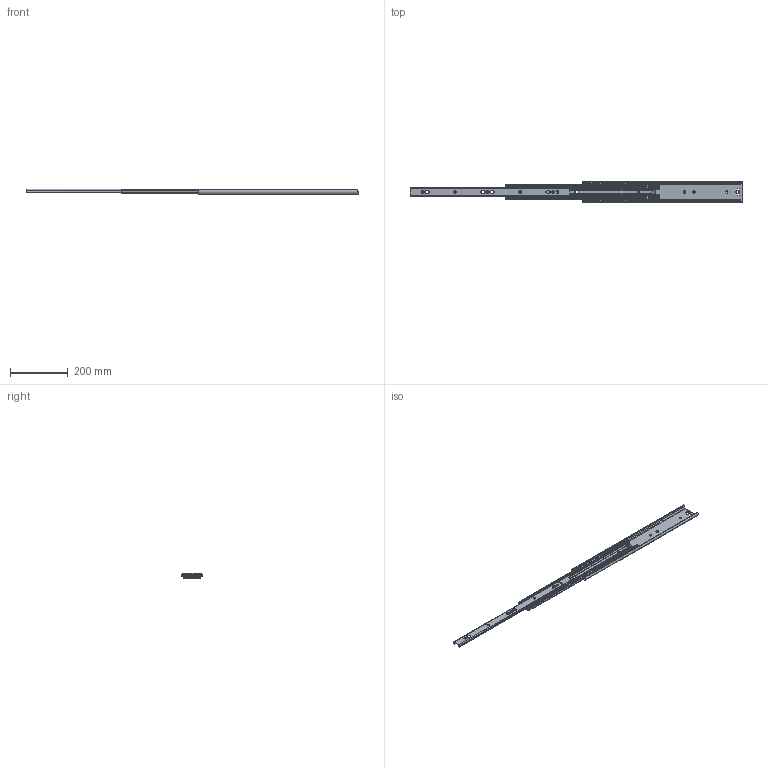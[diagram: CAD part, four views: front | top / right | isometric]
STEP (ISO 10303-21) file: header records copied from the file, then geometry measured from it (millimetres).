
FILE_DESCRIPTION(/* description */ ('TITAN-D- 550/595mm (18.5) Zinc-Magnesium'),/* implementation_level */ '2;1');
FILE_NAME(/* name */ 'M01-AA5_00_open.stp',/* time_stamp */ '2025-09-08T15:01:15+02:00',/* author */ ('l.hoffmann'),/* organization */ (''),/* preprocessor_version */ 'ST-DEVELOPER v20',/* originating_system */ 'Autodesk Inventor 2022',/* authorisation */ '');
FILE_SCHEMA (('AUTOMOTIVE_DESIGN { 1 0 10303 214 3 1 1 }'));
Length unit declared in the file: millimetre
Products named in the file (14): M01-F75; 511-M01-F75-TM1; 511-M01-F75-TM1_1; E000178057; E000178054; E000178053; 512-M01-F75-TM2; 512-M01-F75-TM2_1; E000178066; E000178044; E000178064; E000178063; 514-M01-F75-TM3; 514-M01-F75-TM3_1
Assembly tree (37 placements, depth 3):
  M01-F75
    511-M01-F75-TM1
      511-M01-F75-TM1_1
    E000178057
      E000178044
      E000178054
      E000178053  x13
    512-M01-F75-TM2
      512-M01-F75-TM2_1
    E000178066
      E000178044
      E000178064
      E000178063  x12
    514-M01-F75-TM3
      514-M01-F75-TM3_1
Bounding box: 1145 x 70.9 x 18.4 mm (x, y, z)
Volume: 270483.4 mm3; surface area: 323145.6 mm2
Topology: 55 solids, 55 shells, 1407 faces, 4224 edges, 2812 vertices
Faces by surface type: plane 657, cylinder 646, cone 54, sphere 50
Full cylindrical faces by diameter (mm): 7.9 x24, 8 x2, 9 x26, 13 x2
Entity records: 49281 total; most frequent: CARTESIAN_POINT 10595, ORIENTED_EDGE 8156, DIRECTION 7966, EDGE_CURVE 4078, AXIS2_PLACEMENT_3D 2723, VERTEX_POINT 2720, LINE 2520, VECTOR 2520
